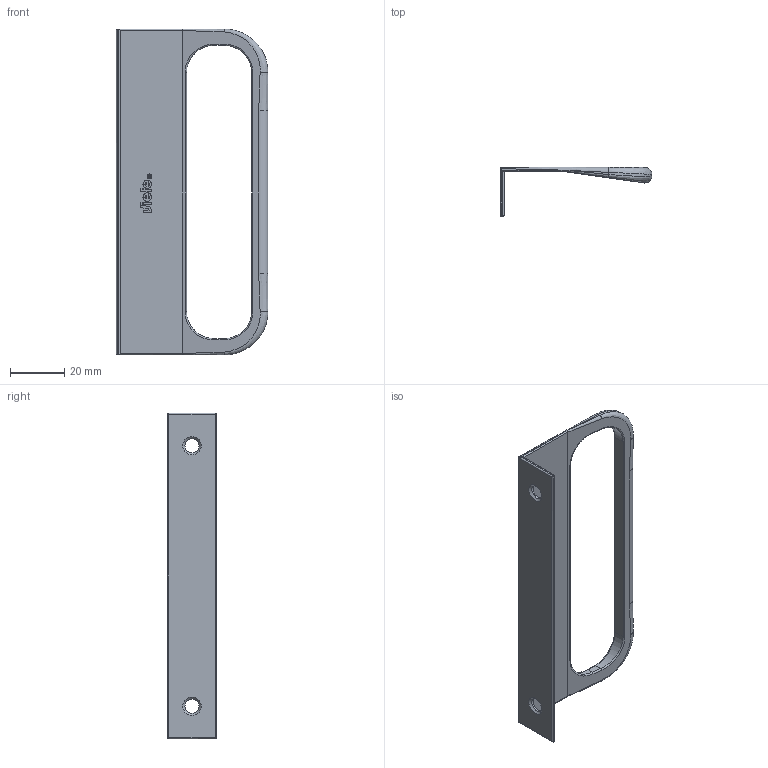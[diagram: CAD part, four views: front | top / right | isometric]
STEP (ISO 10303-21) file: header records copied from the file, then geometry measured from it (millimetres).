
FILE_DESCRIPTION(/* description */ ('STEP AP214'),/* implementation_level */ '2;1');
FILE_NAME(/* name */ '0552_120_02.stp',/* time_stamp */ '2023-01-03T08:14:00+01:00',/* author */ ('jferrer'),/* organization */ (''),/* preprocessor_version */ 'ST-DEVELOPER v18.1',/* originating_system */ 'Autodesk Inventor 2022',/* authorisation */ '');
FILE_SCHEMA (('CONFIG_CONTROL_DESIGN'));
Length unit declared in the file: millimetre
Products named in the file (1): 0552_120_00
Bounding box: 56 x 18 x 120 mm (x, y, z)
Volume: 11692.7 mm3; surface area: 13568.9 mm2
Topology: 1 solids, 1 shells, 137 faces, 331 edges, 208 vertices
Faces by surface type: plane 71, cylinder 40, bspline 20, torus 4, cone 2
Full cylindrical faces by diameter (mm): 1.572 x1, 1.829 x1, 5.2 x2
Entity records: 4931 total; most frequent: CARTESIAN_POINT 1782, ORIENTED_EDGE 662, DIRECTION 593, EDGE_CURVE 331, VERTEX_POINT 208, LINE 201, VECTOR 201, AXIS2_PLACEMENT_3D 196
